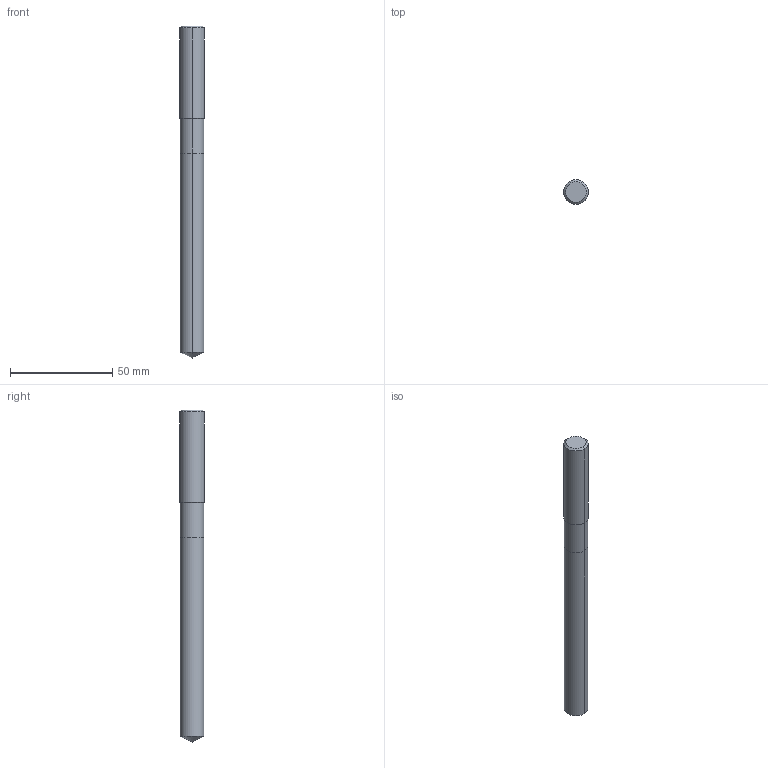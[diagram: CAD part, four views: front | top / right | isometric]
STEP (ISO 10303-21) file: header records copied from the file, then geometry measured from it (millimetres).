
FILE_DESCRIPTION(('STEP AP214'),'1');
FILE_NAME('608037485-000-00-E43.stp','2024-01-08T12:47:59',(' '),(' '),'Spatial InterOp 3D',' ',' ');
FILE_SCHEMA(('AUTOMOTIVE_DESIGN { 1 0 10303 214 1 1 1 1 }'));
Length unit declared in the file: millimetre
Products named in the file (1): 1
Bounding box: 12 x 12 x 162 mm (x, y, z)
Volume: 17248.1 mm3; surface area: 6283.5 mm2
Topology: 2 solids, 2 shells, 15 faces, 40 edges, 28 vertices
Faces by surface type: cone 6, cylinder 6, plane 3
Entity records: 603 total; most frequent: DIRECTION 90, CARTESIAN_POINT 74, ORIENTED_EDGE 52, AXIS2_PLACEMENT_3D 35, EDGE_CURVE 26, LINE 24, VECTOR 24, STYLED_ITEM 18
